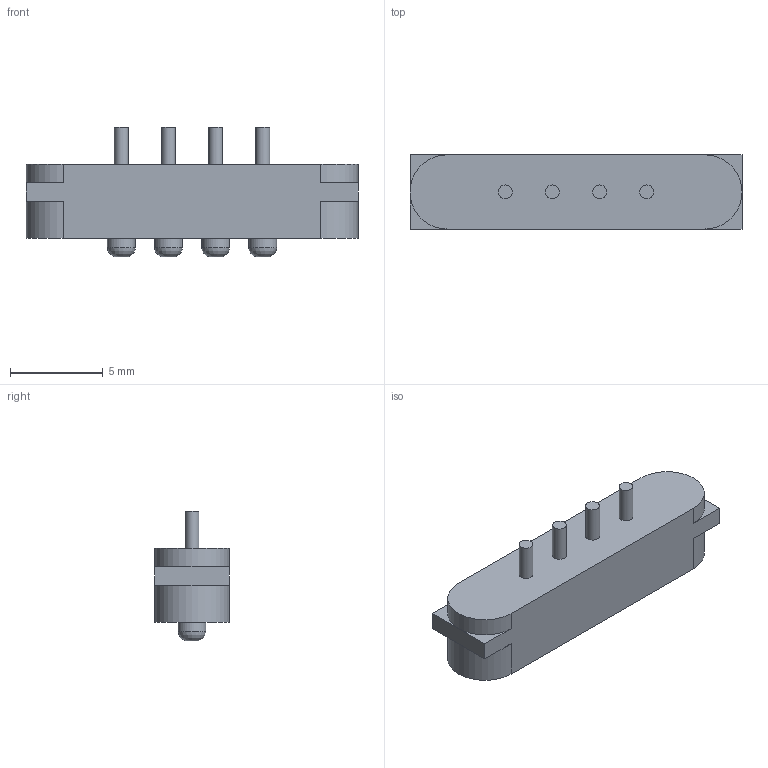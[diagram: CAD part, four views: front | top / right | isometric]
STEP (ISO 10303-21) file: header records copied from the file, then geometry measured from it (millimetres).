
FILE_DESCRIPTION(('FreeCAD Model'),'2;1');
FILE_NAME('Open CASCADE Shape Model','2025-09-11T10:25:36',(''),(''), 'Open CASCADE STEP processor 7.8','FreeCAD','Unknown');
FILE_SCHEMA(('AUTOMOTIVE_DESIGN { 1 0 10303 214 1 1 1 1 }'));
Length unit declared in the file: millimetre
Products named in the file (1): Body
Bounding box: 17.9 x 4 x 7 mm (x, y, z)
Volume: 285.8 mm3; surface area: 341.3 mm2
Topology: 1 solids, 1 shells, 38 faces, 76 edges, 48 vertices
Faces by surface type: plane 22, cylinder 12, revolution 4
Full cylindrical faces by diameter (mm): 0.75 x4, 1.5 x4
Entity records: 1042 total; most frequent: CARTESIAN_POINT 191, DIRECTION 186, ORIENTED_EDGE 152, EDGE_CURVE 76, AXIS2_PLACEMENT_3D 71, VERTEX_POINT 48, FACE_BOUND 46, EDGE_LOOP 46
